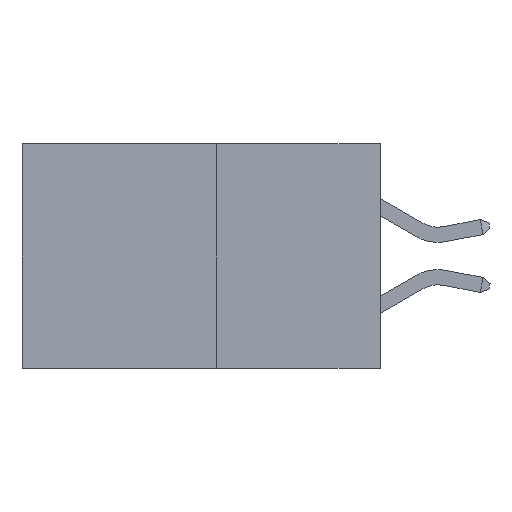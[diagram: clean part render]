
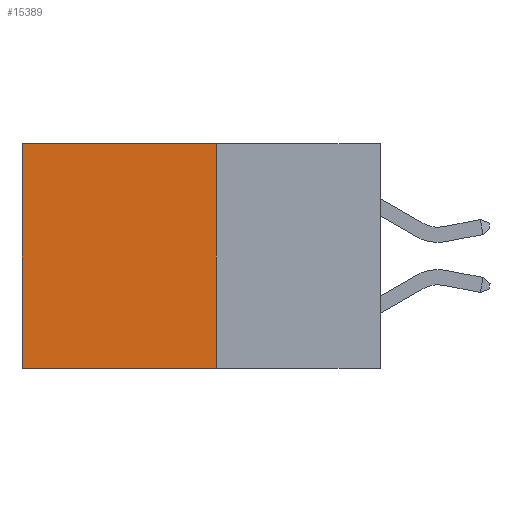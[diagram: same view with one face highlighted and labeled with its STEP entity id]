
A CAD part, left-side view. The second image highlights one B-rep face of the part: STEP entity #15389.
In plain terms, the highlighted planar face has unit normal (-1, 0, 0).
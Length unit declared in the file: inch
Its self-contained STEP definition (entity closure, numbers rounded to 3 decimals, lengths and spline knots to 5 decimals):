
#80 = EDGE_CURVE ( 'NONE', #27328, #2864, #2113, .T. ) ;
#415 = CARTESIAN_POINT ( 'NONE',  ( 0.277, 0.59, -0.37 ) ) ;
#474 = CARTESIAN_POINT ( 'NONE',  ( 0.277, 0.27, 0. ) ) ;
#1353 = VERTEX_POINT ( 'NONE', #415 ) ;
#2113 = LINE ( 'NONE', #14333, #26788 ) ;
#2813 = CARTESIAN_POINT ( 'NONE',  ( 0.277, 0.27, -0.37 ) ) ;
#2864 = VERTEX_POINT ( 'NONE', #14312 ) ;
#2978 = EDGE_LOOP ( 'NONE', ( #11701, #22693, #17428, #9402 ) ) ;
#3262 = CARTESIAN_POINT ( 'NONE',  ( 0.277, 0.59, 0. ) ) ;
#4273 = LINE ( 'NONE', #9396, #9977 ) ;
#5221 = LINE ( 'NONE', #9306, #9383 ) ;
#5288 = VERTEX_POINT ( 'NONE', #3262 ) ;
#7240 = CARTESIAN_POINT ( 'NONE',  ( 0.277, 0.27, -0.37 ) ) ;
#9306 = CARTESIAN_POINT ( 'NONE',  ( 0.277, 0.59, -0.37 ) ) ;
#9383 = VECTOR ( 'NONE', #30572, 39.37008 ) ;
#9396 = CARTESIAN_POINT ( 'NONE',  ( 0.277, 0.27, 0. ) ) ;
#9402 = ORIENTED_EDGE ( 'NONE', *, *, #14239, .T. ) ;
#9681 = DIRECTION ( 'NONE',  ( 0., 0., -1. ) ) ;
#9977 = VECTOR ( 'NONE', #18872, 39.37008 ) ;
#11701 = ORIENTED_EDGE ( 'NONE', *, *, #22372, .T. ) ;
#13121 = AXIS2_PLACEMENT_3D ( 'NONE', #7240, #23971, #9681 ) ;
#14239 = EDGE_CURVE ( 'NONE', #27328, #5288, #4273, .T. ) ;
#14312 = CARTESIAN_POINT ( 'NONE',  ( 0.277, 0.27, -0.37 ) ) ;
#14333 = CARTESIAN_POINT ( 'NONE',  ( 0.277, 0.27, -0.37 ) ) ;
#14444 = FACE_OUTER_BOUND ( 'NONE', #2978, .T. ) ;
#14680 = VECTOR ( 'NONE', #17229, 39.37008 ) ;
#15389 = ADVANCED_FACE ( 'NONE', ( #14444 ), #19154, .F. ) ;
#17146 = DIRECTION ( 'NONE',  ( 0., 0., -1. ) ) ;
#17229 = DIRECTION ( 'NONE',  ( 0., 1., 0. ) ) ;
#17382 = EDGE_CURVE ( 'NONE', #2864, #1353, #27252, .T. ) ;
#17428 = ORIENTED_EDGE ( 'NONE', *, *, #80, .F. ) ;
#18872 = DIRECTION ( 'NONE',  ( 0., 1., 0. ) ) ;
#19154 = PLANE ( 'NONE',  #13121 ) ;
#22372 = EDGE_CURVE ( 'NONE', #5288, #1353, #5221, .T. ) ;
#22693 = ORIENTED_EDGE ( 'NONE', *, *, #17382, .F. ) ;
#23971 = DIRECTION ( 'NONE',  ( 1., 0., 0. ) ) ;
#26788 = VECTOR ( 'NONE', #17146, 39.37008 ) ;
#27252 = LINE ( 'NONE', #2813, #14680 ) ;
#27328 = VERTEX_POINT ( 'NONE', #474 ) ;
#30572 = DIRECTION ( 'NONE',  ( 0., 0., -1. ) ) ;
